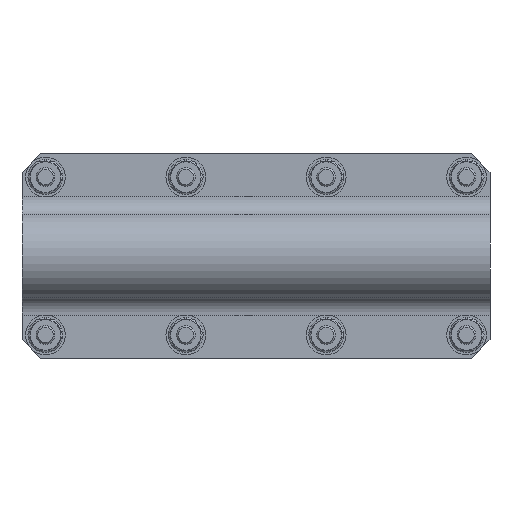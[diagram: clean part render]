
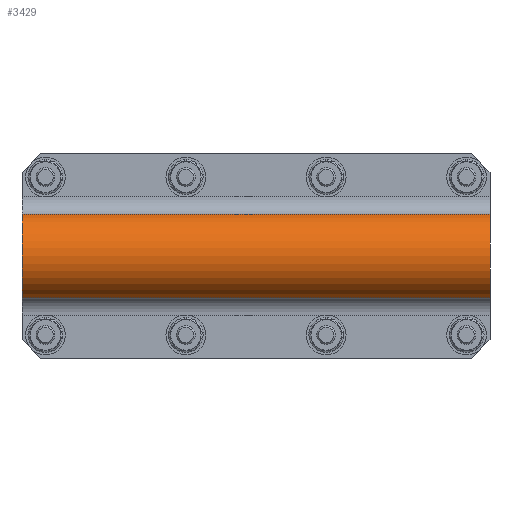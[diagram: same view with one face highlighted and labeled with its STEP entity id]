
A CAD part, front view. The second image highlights one B-rep face of the part: STEP entity #3429.
In plain terms, the highlighted cylindrical face has radius 19 mm (diameter 38 mm), a partial arc.
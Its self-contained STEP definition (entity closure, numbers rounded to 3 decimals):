
#63 = EDGE_CURVE ( 'NONE', #1021, #5418, #327, .T. ) ;
#102 = ORIENTED_EDGE ( 'NONE', *, *, #6456, .F. ) ;
#183 = CARTESIAN_POINT ( 'NONE',  ( 100., 6.615, -17.811 ) ) ;
#327 = LINE ( 'NONE', #5062, #4769 ) ;
#529 = EDGE_CURVE ( 'NONE', #3057, #5418, #6816, .T. ) ;
#677 = VECTOR ( 'NONE', #3764, 1000. ) ;
#793 = CARTESIAN_POINT ( 'NONE',  ( -100., 6.615, -17.811 ) ) ;
#874 = CARTESIAN_POINT ( 'NONE',  ( -100., 0., 0. ) ) ;
#1021 = VERTEX_POINT ( 'NONE', #2554 ) ;
#1349 = ORIENTED_EDGE ( 'NONE', *, *, #6791, .T. ) ;
#1402 = LINE ( 'NONE', #5172, #677 ) ;
#1724 = CARTESIAN_POINT ( 'NONE',  ( 100., 0., 0. ) ) ;
#2072 = ORIENTED_EDGE ( 'NONE', *, *, #529, .T. ) ;
#2080 = CARTESIAN_POINT ( 'NONE',  ( 100., 0., 0. ) ) ;
#2200 = AXIS2_PLACEMENT_3D ( 'NONE', #874, #4779, #2219 ) ;
#2219 = DIRECTION ( 'NONE',  ( 0., 0., -1. ) ) ;
#2430 = CYLINDRICAL_SURFACE ( 'NONE', #3246, 19. ) ;
#2554 = CARTESIAN_POINT ( 'NONE',  ( 100., 6.615, 17.811 ) ) ;
#3002 = DIRECTION ( 'NONE',  ( -1., 0., 0. ) ) ;
#3057 = VERTEX_POINT ( 'NONE', #793 ) ;
#3064 = CARTESIAN_POINT ( 'NONE',  ( -100., 6.615, 17.811 ) ) ;
#3246 = AXIS2_PLACEMENT_3D ( 'NONE', #1724, #4274, #7028 ) ;
#3338 = FACE_OUTER_BOUND ( 'NONE', #7324, .T. ) ;
#3429 = ADVANCED_FACE ( 'NONE', ( #3338 ), #2430, .T. ) ;
#3764 = DIRECTION ( 'NONE',  ( -1., 0., 0. ) ) ;
#4274 = DIRECTION ( 'NONE',  ( -1., 0., 0. ) ) ;
#4694 = DIRECTION ( 'NONE',  ( 1., 0., 0. ) ) ;
#4769 = VECTOR ( 'NONE', #3002, 1000. ) ;
#4779 = DIRECTION ( 'NONE',  ( 1., 0., 0. ) ) ;
#5062 = CARTESIAN_POINT ( 'NONE',  ( 100., 6.615, 17.811 ) ) ;
#5172 = CARTESIAN_POINT ( 'NONE',  ( 100., 6.615, -17.811 ) ) ;
#5192 = CIRCLE ( 'NONE', #6896, 19. ) ;
#5241 = ORIENTED_EDGE ( 'NONE', *, *, #63, .F. ) ;
#5418 = VERTEX_POINT ( 'NONE', #3064 ) ;
#5987 = VERTEX_POINT ( 'NONE', #183 ) ;
#6456 = EDGE_CURVE ( 'NONE', #5987, #1021, #5192, .T. ) ;
#6682 = DIRECTION ( 'NONE',  ( 0., 0., -1. ) ) ;
#6791 = EDGE_CURVE ( 'NONE', #5987, #3057, #1402, .T. ) ;
#6816 = CIRCLE ( 'NONE', #2200, 19. ) ;
#6896 = AXIS2_PLACEMENT_3D ( 'NONE', #2080, #4694, #6682 ) ;
#7028 = DIRECTION ( 'NONE',  ( 0., 0., 1. ) ) ;
#7324 = EDGE_LOOP ( 'NONE', ( #2072, #5241, #102, #1349 ) ) ;
